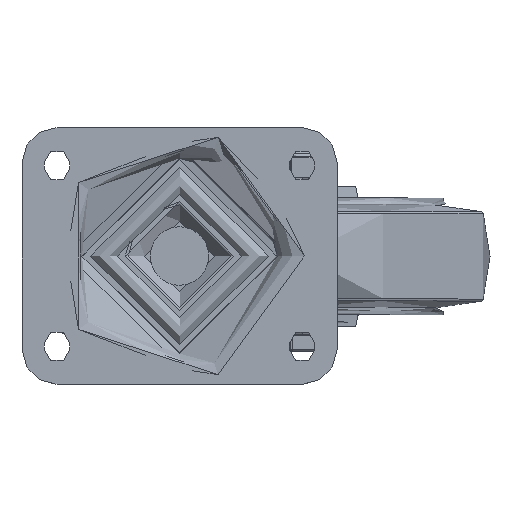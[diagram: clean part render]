
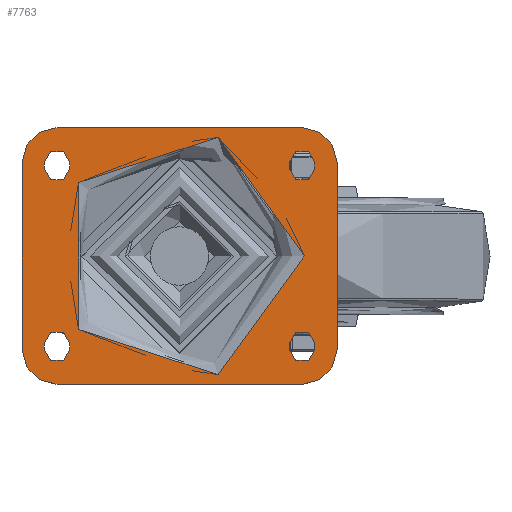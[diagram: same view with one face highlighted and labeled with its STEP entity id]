
A CAD part, top view. The second image highlights one B-rep face of the part: STEP entity #7763.
In plain terms, the highlighted planar face has unit normal (0, 0, 1).
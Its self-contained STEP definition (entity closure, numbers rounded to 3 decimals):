
#202=FACE_BOUND('',#2650,.T.);
#203=FACE_BOUND('',#2651,.T.);
#204=FACE_BOUND('',#2652,.T.);
#205=FACE_BOUND('',#2653,.T.);
#206=FACE_BOUND('',#2654,.T.);
#263=PLANE('',#8411);
#516=LINE('',#12122,#1092);
#517=LINE('',#12123,#1093);
#518=LINE('',#12124,#1094);
#519=LINE('',#12125,#1095);
#520=LINE('',#12128,#1096);
#521=LINE('',#12132,#1097);
#522=LINE('',#12136,#1098);
#523=LINE('',#12140,#1099);
#524=LINE('',#12144,#1100);
#525=LINE('',#12148,#1101);
#526=LINE('',#12152,#1102);
#527=LINE('',#12156,#1103);
#1092=VECTOR('',#9330,1000.);
#1093=VECTOR('',#9331,1000.);
#1094=VECTOR('',#9332,1000.);
#1095=VECTOR('',#9333,1000.);
#1096=VECTOR('',#9334,1000.);
#1097=VECTOR('',#9337,1000.);
#1098=VECTOR('',#9340,1000.);
#1099=VECTOR('',#9343,1000.);
#1100=VECTOR('',#9346,1000.);
#1101=VECTOR('',#9349,1000.);
#1102=VECTOR('',#9352,1000.);
#1103=VECTOR('',#9355,1000.);
#1641=CIRCLE('',#8335,15.);
#1643=CIRCLE('',#8338,15.);
#1645=CIRCLE('',#8341,15.);
#1647=CIRCLE('',#8344,15.);
#1664=CIRCLE('',#8367,53.478);
#1692=CIRCLE('',#8412,5.5);
#1693=CIRCLE('',#8413,5.5);
#1694=CIRCLE('',#8414,5.5);
#1695=CIRCLE('',#8415,5.5);
#1696=CIRCLE('',#8416,5.5);
#1697=CIRCLE('',#8417,5.5);
#1698=CIRCLE('',#8418,5.5);
#1699=CIRCLE('',#8419,5.5);
#2177=FACE_OUTER_BOUND('',#2649,.T.);
#2649=EDGE_LOOP('',(#5444,#5445,#5446,#5447,#5448,#5449,#5450,#5451));
#2650=EDGE_LOOP('',(#5452,#5453,#5454,#5455));
#2651=EDGE_LOOP('',(#5456,#5457,#5458,#5459));
#2652=EDGE_LOOP('',(#5460,#5461,#5462,#5463));
#2653=EDGE_LOOP('',(#5464,#5465,#5466,#5467));
#2654=EDGE_LOOP('',(#5468));
#3386=VERTEX_POINT('',#11656);
#3387=VERTEX_POINT('',#11657);
#3390=VERTEX_POINT('',#11665);
#3391=VERTEX_POINT('',#11666);
#3394=VERTEX_POINT('',#11674);
#3395=VERTEX_POINT('',#11675);
#3398=VERTEX_POINT('',#11683);
#3399=VERTEX_POINT('',#11684);
#3414=VERTEX_POINT('',#11726);
#3445=VERTEX_POINT('',#12126);
#3446=VERTEX_POINT('',#12127);
#3447=VERTEX_POINT('',#12129);
#3448=VERTEX_POINT('',#12131);
#3449=VERTEX_POINT('',#12134);
#3450=VERTEX_POINT('',#12135);
#3451=VERTEX_POINT('',#12137);
#3452=VERTEX_POINT('',#12139);
#3453=VERTEX_POINT('',#12142);
#3454=VERTEX_POINT('',#12143);
#3455=VERTEX_POINT('',#12145);
#3456=VERTEX_POINT('',#12147);
#3457=VERTEX_POINT('',#12150);
#3458=VERTEX_POINT('',#12151);
#3459=VERTEX_POINT('',#12153);
#3460=VERTEX_POINT('',#12155);
#4140=EDGE_CURVE('',#3386,#3387,#1641,.T.);
#4144=EDGE_CURVE('',#3390,#3391,#1643,.T.);
#4148=EDGE_CURVE('',#3394,#3395,#1645,.T.);
#4152=EDGE_CURVE('',#3398,#3399,#1647,.T.);
#4173=EDGE_CURVE('',#3414,#3414,#1664,.T.);
#4220=EDGE_CURVE('',#3391,#3386,#516,.T.);
#4221=EDGE_CURVE('',#3395,#3390,#517,.T.);
#4222=EDGE_CURVE('',#3399,#3394,#518,.T.);
#4223=EDGE_CURVE('',#3387,#3398,#519,.T.);
#4224=EDGE_CURVE('',#3445,#3446,#520,.T.);
#4225=EDGE_CURVE('',#3446,#3447,#1692,.T.);
#4226=EDGE_CURVE('',#3447,#3448,#521,.T.);
#4227=EDGE_CURVE('',#3448,#3445,#1693,.T.);
#4228=EDGE_CURVE('',#3449,#3450,#522,.T.);
#4229=EDGE_CURVE('',#3450,#3451,#1694,.T.);
#4230=EDGE_CURVE('',#3451,#3452,#523,.T.);
#4231=EDGE_CURVE('',#3452,#3449,#1695,.T.);
#4232=EDGE_CURVE('',#3453,#3454,#524,.T.);
#4233=EDGE_CURVE('',#3454,#3455,#1696,.T.);
#4234=EDGE_CURVE('',#3455,#3456,#525,.T.);
#4235=EDGE_CURVE('',#3456,#3453,#1697,.T.);
#4236=EDGE_CURVE('',#3457,#3458,#526,.T.);
#4237=EDGE_CURVE('',#3458,#3459,#1698,.T.);
#4238=EDGE_CURVE('',#3459,#3460,#527,.T.);
#4239=EDGE_CURVE('',#3460,#3457,#1699,.T.);
#5444=ORIENTED_EDGE('',*,*,#4140,.F.);
#5445=ORIENTED_EDGE('',*,*,#4220,.F.);
#5446=ORIENTED_EDGE('',*,*,#4144,.F.);
#5447=ORIENTED_EDGE('',*,*,#4221,.F.);
#5448=ORIENTED_EDGE('',*,*,#4148,.F.);
#5449=ORIENTED_EDGE('',*,*,#4222,.F.);
#5450=ORIENTED_EDGE('',*,*,#4152,.F.);
#5451=ORIENTED_EDGE('',*,*,#4223,.F.);
#5452=ORIENTED_EDGE('',*,*,#4224,.T.);
#5453=ORIENTED_EDGE('',*,*,#4225,.T.);
#5454=ORIENTED_EDGE('',*,*,#4226,.T.);
#5455=ORIENTED_EDGE('',*,*,#4227,.T.);
#5456=ORIENTED_EDGE('',*,*,#4228,.T.);
#5457=ORIENTED_EDGE('',*,*,#4229,.T.);
#5458=ORIENTED_EDGE('',*,*,#4230,.T.);
#5459=ORIENTED_EDGE('',*,*,#4231,.T.);
#5460=ORIENTED_EDGE('',*,*,#4232,.T.);
#5461=ORIENTED_EDGE('',*,*,#4233,.T.);
#5462=ORIENTED_EDGE('',*,*,#4234,.T.);
#5463=ORIENTED_EDGE('',*,*,#4235,.T.);
#5464=ORIENTED_EDGE('',*,*,#4236,.T.);
#5465=ORIENTED_EDGE('',*,*,#4237,.T.);
#5466=ORIENTED_EDGE('',*,*,#4238,.T.);
#5467=ORIENTED_EDGE('',*,*,#4239,.T.);
#5468=ORIENTED_EDGE('',*,*,#4173,.F.);
#7763=ADVANCED_FACE('',(#2177,#202,#203,#204,#205,#206),#263,.T.);
#8335=AXIS2_PLACEMENT_3D('',#11658,#9149,#9150);
#8338=AXIS2_PLACEMENT_3D('',#11667,#9157,#9158);
#8341=AXIS2_PLACEMENT_3D('',#11676,#9165,#9166);
#8344=AXIS2_PLACEMENT_3D('',#11685,#9173,#9174);
#8367=AXIS2_PLACEMENT_3D('',#11727,#9223,#9224);
#8411=AXIS2_PLACEMENT_3D('',#12121,#9328,#9329);
#8412=AXIS2_PLACEMENT_3D('',#12130,#9335,#9336);
#8413=AXIS2_PLACEMENT_3D('',#12133,#9338,#9339);
#8414=AXIS2_PLACEMENT_3D('',#12138,#9341,#9342);
#8415=AXIS2_PLACEMENT_3D('',#12141,#9344,#9345);
#8416=AXIS2_PLACEMENT_3D('',#12146,#9347,#9348);
#8417=AXIS2_PLACEMENT_3D('',#12149,#9350,#9351);
#8418=AXIS2_PLACEMENT_3D('',#12154,#9353,#9354);
#8419=AXIS2_PLACEMENT_3D('',#12157,#9356,#9357);
#9149=DIRECTION('center_axis',(0.,0.,-1.));
#9150=DIRECTION('ref_axis',(-0.707,-0.707,0.));
#9157=DIRECTION('center_axis',(0.,0.,-1.));
#9158=DIRECTION('ref_axis',(0.707,-0.707,0.));
#9165=DIRECTION('center_axis',(0.,0.,-1.));
#9166=DIRECTION('ref_axis',(0.707,0.707,0.));
#9173=DIRECTION('center_axis',(0.,0.,-1.));
#9174=DIRECTION('ref_axis',(-0.707,0.707,0.));
#9223=DIRECTION('center_axis',(0.,0.,1.));
#9224=DIRECTION('ref_axis',(0.,-1.,0.));
#9328=DIRECTION('center_axis',(0.,0.,1.));
#9329=DIRECTION('ref_axis',(1.,0.,0.));
#9330=DIRECTION('',(-1.,0.,0.));
#9331=DIRECTION('',(0.,-1.,0.));
#9332=DIRECTION('',(1.,0.,0.));
#9333=DIRECTION('',(0.,1.,0.));
#9334=DIRECTION('',(0.,1.,0.));
#9335=DIRECTION('center_axis',(0.,0.,-1.));
#9336=DIRECTION('ref_axis',(-1.,0.,0.));
#9337=DIRECTION('',(0.,-1.,0.));
#9338=DIRECTION('center_axis',(0.,0.,-1.));
#9339=DIRECTION('ref_axis',(-1.,0.,0.));
#9340=DIRECTION('',(0.,-1.,0.));
#9341=DIRECTION('center_axis',(0.,0.,-1.));
#9342=DIRECTION('ref_axis',(-1.,0.,0.));
#9343=DIRECTION('',(0.,1.,0.));
#9344=DIRECTION('center_axis',(0.,0.,-1.));
#9345=DIRECTION('ref_axis',(-1.,0.,0.));
#9346=DIRECTION('',(0.,1.,0.));
#9347=DIRECTION('center_axis',(0.,0.,-1.));
#9348=DIRECTION('ref_axis',(1.,0.,0.));
#9349=DIRECTION('',(0.,-1.,0.));
#9350=DIRECTION('center_axis',(0.,0.,-1.));
#9351=DIRECTION('ref_axis',(1.,0.,0.));
#9352=DIRECTION('',(0.,-1.,0.));
#9353=DIRECTION('center_axis',(0.,0.,-1.));
#9354=DIRECTION('ref_axis',(1.,0.,0.));
#9355=DIRECTION('',(0.,1.,0.));
#9356=DIRECTION('center_axis',(0.,0.,-1.));
#9357=DIRECTION('ref_axis',(1.,0.,0.));
#11656=CARTESIAN_POINT('',(-52.5,-55.,0.));
#11657=CARTESIAN_POINT('',(-67.5,-40.,0.));
#11658=CARTESIAN_POINT('Origin',(-52.5,-40.,0.));
#11665=CARTESIAN_POINT('',(67.5,-40.,0.));
#11666=CARTESIAN_POINT('',(52.5,-55.,0.));
#11667=CARTESIAN_POINT('Origin',(52.5,-40.,0.));
#11674=CARTESIAN_POINT('',(52.5,55.,0.));
#11675=CARTESIAN_POINT('',(67.5,40.,0.));
#11676=CARTESIAN_POINT('Origin',(52.5,40.,0.));
#11683=CARTESIAN_POINT('',(-67.5,40.,0.));
#11684=CARTESIAN_POINT('',(-52.5,55.,0.));
#11685=CARTESIAN_POINT('Origin',(-52.5,40.,0.));
#11726=CARTESIAN_POINT('',(53.478,0.,0.));
#11727=CARTESIAN_POINT('Origin',(0.,0.,0.));
#12121=CARTESIAN_POINT('Origin',(0.,0.,0.));
#12122=CARTESIAN_POINT('',(67.5,-55.,0.));
#12123=CARTESIAN_POINT('',(67.5,55.,0.));
#12124=CARTESIAN_POINT('',(-67.5,55.,0.));
#12125=CARTESIAN_POINT('',(-67.5,-55.,0.));
#12126=CARTESIAN_POINT('',(47.,-40.,0.));
#12127=CARTESIAN_POINT('',(47.,-37.5,0.));
#12128=CARTESIAN_POINT('',(47.,-40.,0.));
#12129=CARTESIAN_POINT('',(58.,-37.5,0.));
#12130=CARTESIAN_POINT('Origin',(52.5,-37.5,0.));
#12131=CARTESIAN_POINT('',(58.,-40.,0.));
#12132=CARTESIAN_POINT('',(58.,-40.,0.));
#12133=CARTESIAN_POINT('Origin',(52.5,-40.,0.));
#12134=CARTESIAN_POINT('',(58.,40.,0.));
#12135=CARTESIAN_POINT('',(58.,37.5,0.));
#12136=CARTESIAN_POINT('',(58.,40.,0.));
#12137=CARTESIAN_POINT('',(47.,37.5,0.));
#12138=CARTESIAN_POINT('Origin',(52.5,37.5,0.));
#12139=CARTESIAN_POINT('',(47.,40.,0.));
#12140=CARTESIAN_POINT('',(47.,40.,0.));
#12141=CARTESIAN_POINT('Origin',(52.5,40.,0.));
#12142=CARTESIAN_POINT('',(-58.,-40.,0.));
#12143=CARTESIAN_POINT('',(-58.,-37.5,0.));
#12144=CARTESIAN_POINT('',(-58.,-40.,0.));
#12145=CARTESIAN_POINT('',(-47.,-37.5,0.));
#12146=CARTESIAN_POINT('Origin',(-52.5,-37.5,0.));
#12147=CARTESIAN_POINT('',(-47.,-40.,0.));
#12148=CARTESIAN_POINT('',(-47.,-40.,0.));
#12149=CARTESIAN_POINT('Origin',(-52.5,-40.,0.));
#12150=CARTESIAN_POINT('',(-47.,40.,0.));
#12151=CARTESIAN_POINT('',(-47.,37.5,0.));
#12152=CARTESIAN_POINT('',(-47.,40.,0.));
#12153=CARTESIAN_POINT('',(-58.,37.5,0.));
#12154=CARTESIAN_POINT('Origin',(-52.5,37.5,0.));
#12155=CARTESIAN_POINT('',(-58.,40.,0.));
#12156=CARTESIAN_POINT('',(-58.,40.,0.));
#12157=CARTESIAN_POINT('Origin',(-52.5,40.,0.));
